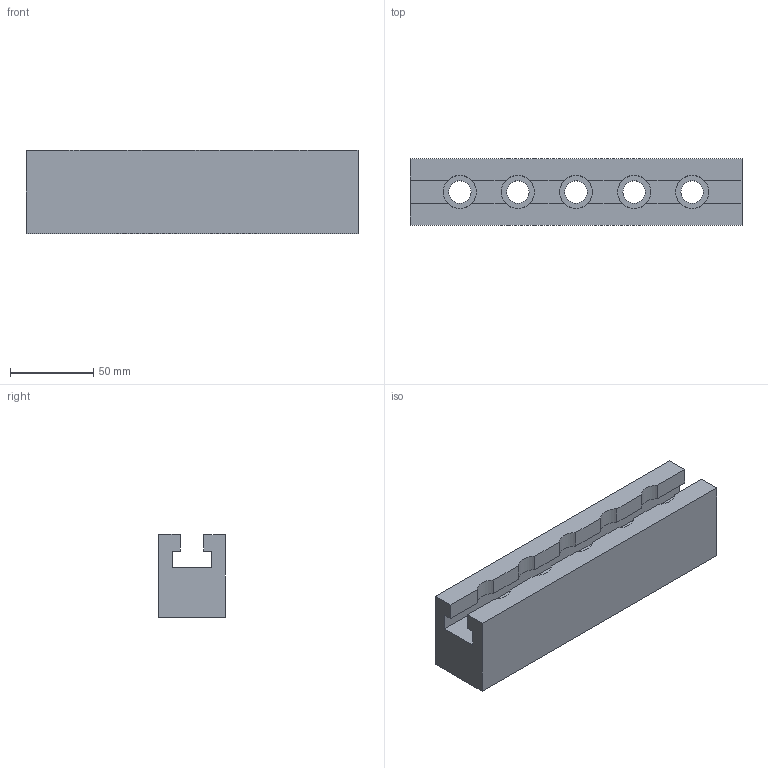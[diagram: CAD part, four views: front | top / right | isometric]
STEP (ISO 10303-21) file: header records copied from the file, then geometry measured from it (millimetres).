
FILE_DESCRIPTION(('STEP AP214'),'1');
FILE_NAME(' ',' ',('TraceParts'),('TraceParts S.A.'),'XStep 1.0',' ',' ');
FILE_SCHEMA(('automotive_design'));
Length unit declared in the file: millimetre
Products named in the file (1): 1
Bounding box: 200 x 40 x 50 mm (x, y, z)
Volume: 291490.3 mm3; surface area: 56564.8 mm2
Topology: 1 solids, 1 shells, 59 faces, 156 edges, 104 vertices
Faces by surface type: cylinder 30, plane 29
Entity records: 3666 total; most frequent: DIRECTION 336, STYLED_ITEM 320, PRESENTATION_STYLE_ASSIGNMENT 320, CARTESIAN_POINT 320, COLOUR_RGB 320, ORIENTED_EDGE 312, EDGE_CURVE 156, CURVE_STYLE 156
